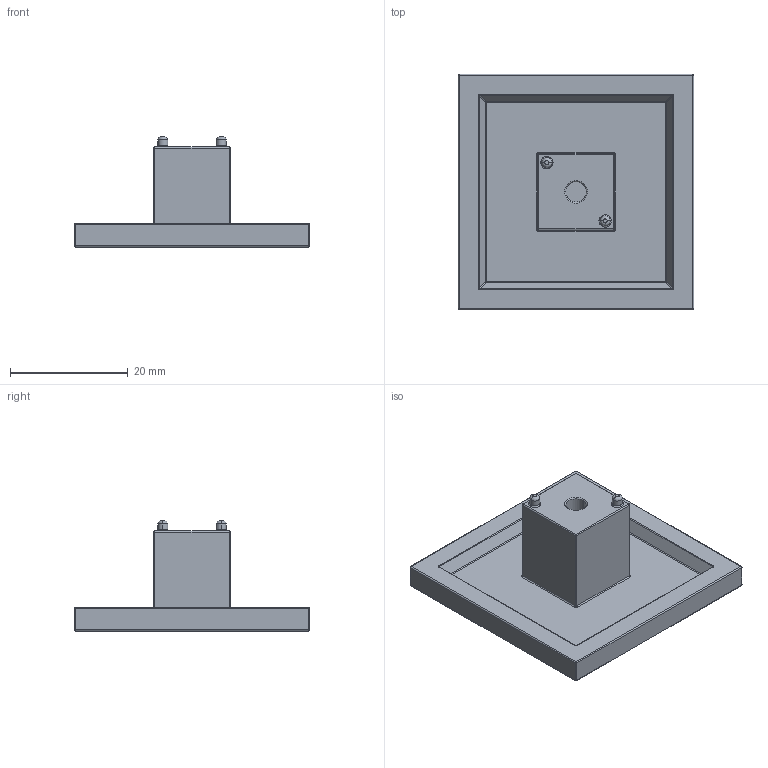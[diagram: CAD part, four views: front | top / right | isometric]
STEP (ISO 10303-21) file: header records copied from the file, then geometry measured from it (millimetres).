
FILE_DESCRIPTION (( 'STEP AP203' ), '1' );
FILE_NAME ('HDL08_STEP_V10421.STEP', '2021-04-22T08:07:15', ( '' ), ( '' ), 'SwSTEP 2.0', 'SolidWorks 2019', '' );
FILE_SCHEMA (( 'CONFIG_CONTROL_DESIGN' ));
Length unit declared in the file: millimetre
Products named in the file (1): HDL08_STEP_V10421
Bounding box: 40 x 40 x 18.7 mm (x, y, z)
Volume: 6832.8 mm3; surface area: 4820.1 mm2
Topology: 1 solids, 1 shells, 95 faces, 202 edges, 102 vertices
Faces by surface type: cylinder 42, plane 19, sphere 16, torus 14, bspline 4
Entity records: 2545 total; most frequent: CARTESIAN_POINT 480, DIRECTION 470, ORIENTED_EDGE 380, AXIS2_PLACEMENT_3D 196, EDGE_CURVE 190, CIRCLE 104, VERTEX_POINT 102, EDGE_LOOP 100
